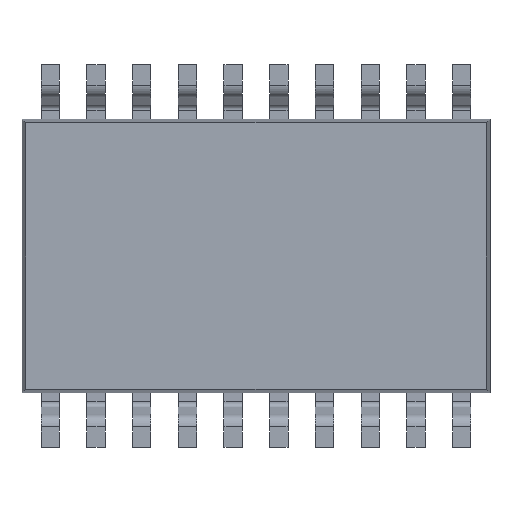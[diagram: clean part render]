
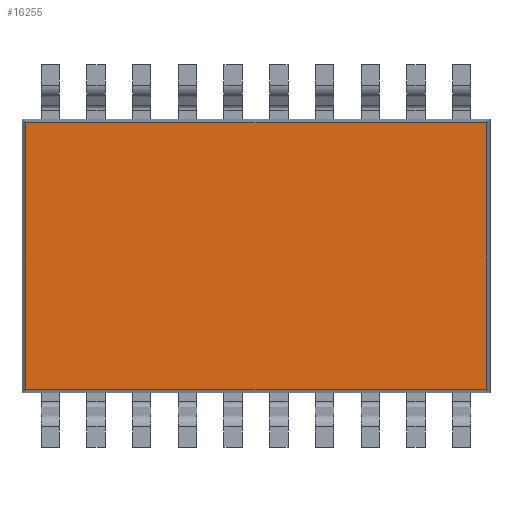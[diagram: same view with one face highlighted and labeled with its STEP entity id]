
A CAD part, front view. The second image highlights one B-rep face of the part: STEP entity #16255.
In plain terms, the highlighted planar face has unit normal (0, -1, 0).
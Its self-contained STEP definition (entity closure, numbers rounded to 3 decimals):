
#472 = AXIS2_PLACEMENT_3D ( 'NONE', #13042, #4938, #6539 ) ;
#871 = CARTESIAN_POINT ( 'NONE',  ( 6.399, 0.105, 3.699 ) ) ;
#911 = DIRECTION ( 'NONE',  ( 0., 0., 1. ) ) ;
#1703 = LINE ( 'NONE', #13728, #4587 ) ;
#2168 = LINE ( 'NONE', #3331, #12866 ) ;
#3331 = CARTESIAN_POINT ( 'NONE',  ( 6.399, 0.105, -3.8 ) ) ;
#3590 = EDGE_CURVE ( 'NONE', #5067, #7190, #4729, .T. ) ;
#4000 = ORIENTED_EDGE ( 'NONE', *, *, #9945, .T. ) ;
#4404 = ORIENTED_EDGE ( 'NONE', *, *, #7432, .T. ) ;
#4587 = VECTOR ( 'NONE', #10944, 1000. ) ;
#4729 = LINE ( 'NONE', #9079, #13329 ) ;
#4938 = DIRECTION ( 'NONE',  ( 0., -1., 0. ) ) ;
#5005 = VERTEX_POINT ( 'NONE', #871 ) ;
#5067 = VERTEX_POINT ( 'NONE', #8402 ) ;
#6539 = DIRECTION ( 'NONE',  ( 0., 0., -1. ) ) ;
#7190 = VERTEX_POINT ( 'NONE', #8529 ) ;
#7432 = EDGE_CURVE ( 'NONE', #7190, #11652, #10377, .T. ) ;
#7752 = ORIENTED_EDGE ( 'NONE', *, *, #3590, .T. ) ;
#8402 = CARTESIAN_POINT ( 'NONE',  ( -6.399, 0.105, 3.699 ) ) ;
#8497 = FACE_OUTER_BOUND ( 'NONE', #13333, .T. ) ;
#8529 = CARTESIAN_POINT ( 'NONE',  ( -6.399, 0.105, -3.699 ) ) ;
#9025 = CARTESIAN_POINT ( 'NONE',  ( -6.5, 0.105, -3.699 ) ) ;
#9079 = CARTESIAN_POINT ( 'NONE',  ( -6.399, 0.105, 3.8 ) ) ;
#9474 = EDGE_CURVE ( 'NONE', #5005, #5067, #1703, .T. ) ;
#9747 = CARTESIAN_POINT ( 'NONE',  ( 6.399, 0.105, -3.699 ) ) ;
#9945 = EDGE_CURVE ( 'NONE', #11652, #5005, #2168, .T. ) ;
#10377 = LINE ( 'NONE', #9025, #17607 ) ;
#10436 = DIRECTION ( 'NONE',  ( 0., 0., -1. ) ) ;
#10944 = DIRECTION ( 'NONE',  ( -1., 0., 0. ) ) ;
#11652 = VERTEX_POINT ( 'NONE', #9747 ) ;
#12866 = VECTOR ( 'NONE', #911, 1000. ) ;
#13042 = CARTESIAN_POINT ( 'NONE',  ( -6.5, 0.105, 3.8 ) ) ;
#13284 = ORIENTED_EDGE ( 'NONE', *, *, #9474, .T. ) ;
#13329 = VECTOR ( 'NONE', #10436, 1000. ) ;
#13333 = EDGE_LOOP ( 'NONE', ( #13284, #7752, #4404, #4000 ) ) ;
#13728 = CARTESIAN_POINT ( 'NONE',  ( 6.5, 0.105, 3.699 ) ) ;
#14484 = DIRECTION ( 'NONE',  ( 1., 0., 0. ) ) ;
#16255 = ADVANCED_FACE ( 'NONE', ( #8497 ), #16972, .T. ) ;
#16972 = PLANE ( 'NONE',  #472 ) ;
#17607 = VECTOR ( 'NONE', #14484, 1000. ) ;
